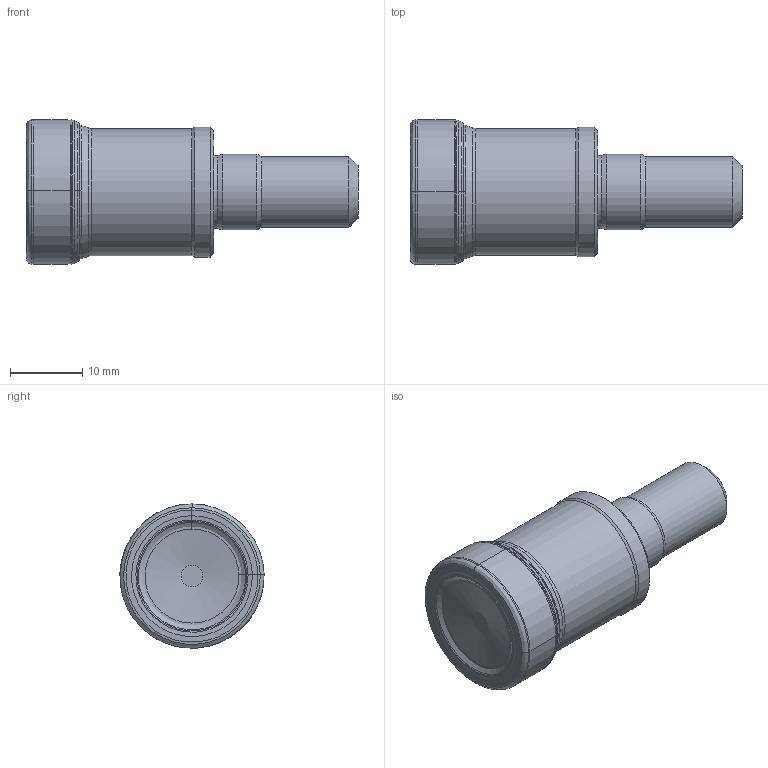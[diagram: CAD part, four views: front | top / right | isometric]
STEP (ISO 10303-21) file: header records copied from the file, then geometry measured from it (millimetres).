
FILE_DESCRIPTION(/* description */ (''),/* implementation_level */ '2;1');
FILE_NAME(/* name */ 'AEM90-TNG10-D20-M10-L26-Z03-H.stp',/* time_stamp */ '2023-10-19T14:59:14+03:00',/* author */ (''),/* organization */ (''),/* preprocessor_version */ 'ST-DEVELOPER v19.4',/* originating_system */ 'SIEMENS PLM Software NX2306.5001',/* authorisation */ '');
FILE_SCHEMA (('AUTOMOTIVE_DESIGN { 1 0 10303 214 3 1 1 1 }'));
Length unit declared in the file: millimetre
Products named in the file (1): AEM90-TNG10-D20-M10-L26-Z03-H-LIGHT_x_t_objects
Bounding box: 46 x 19.99 x 19.98 mm (x, y, z)
Volume: 9527.5 mm3; surface area: 3572.1 mm2
Topology: 2 solids, 2 shells, 70 faces, 136 edges, 69 vertices
Faces by surface type: bspline 48, cone 9, torus 5, cylinder 5, plane 3
Full cylindrical faces by diameter (mm): 9.75 x1, 10.5 x1, 17.6 x1, 18 x1, 18.6 x1
Entity records: 2402 total; most frequent: CARTESIAN_POINT 1163, DIRECTION 250, ORIENTED_EDGE 234, EDGE_CURVE 117, AXIS2_PLACEMENT_3D 116, EDGE_LOOP 90, ADVANCED_FACE 70, VERTEX_POINT 69
